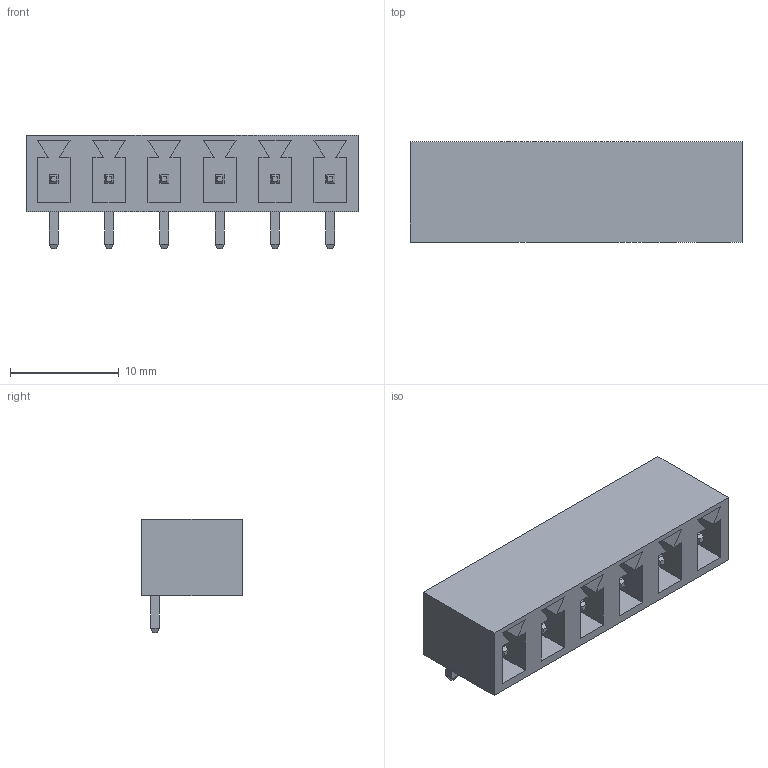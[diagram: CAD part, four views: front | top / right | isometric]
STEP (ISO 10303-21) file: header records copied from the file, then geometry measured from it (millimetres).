
FILE_DESCRIPTION (( 'STEP AP214' ), '1' );
FILE_NAME ('15EDGRC-5.08-06P.STEP', '2023-03-22T07:56:41', ( '' ), ( '' ), 'SwSTEP 2.0', 'SolidWorks 2019', '' );
FILE_SCHEMA (( 'AUTOMOTIVE_DESIGN' ));
Length unit declared in the file: millimetre
Products named in the file (1): 15EDGRC-5.08-06P
Bounding box: 30.48 x 9.2 x 10.4 mm (x, y, z)
Volume: 1342.6 mm3; surface area: 2129.5 mm2
Topology: 1 solids, 1 shells, 168 faces, 396 edges, 248 vertices
Faces by surface type: plane 168
Entity records: 5878 total; most frequent: CARTESIAN_POINT 813, ORIENTED_EDGE 792, DIRECTION 734, VECTOR 396, EDGE_CURVE 396, LINE 396, VERTEX_POINT 248, EDGE_LOOP 186
